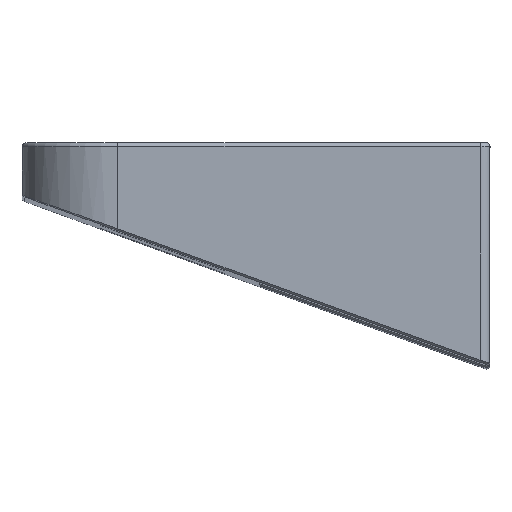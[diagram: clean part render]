
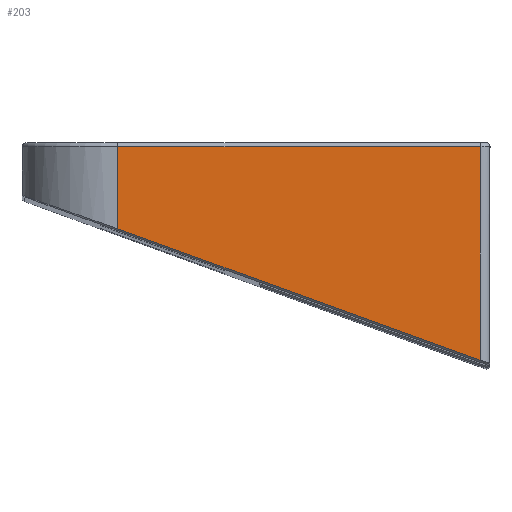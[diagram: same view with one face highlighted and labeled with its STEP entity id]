
A CAD part, top view. The second image highlights one B-rep face of the part: STEP entity #203.
In plain terms, the highlighted planar face has unit normal (0, 0, 1).
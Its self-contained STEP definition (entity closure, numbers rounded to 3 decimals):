
#203 = ADVANCED_FACE ( 'NONE', ( #3033 ), #3511, .T. ) ;
#258 = VERTEX_POINT ( 'NONE', #2306 ) ;
#303 = EDGE_CURVE ( 'NONE', #688, #2649, #3454, .T. ) ;
#470 = LINE ( 'NONE', #3737, #2188 ) ;
#596 = ORIENTED_EDGE ( 'NONE', *, *, #3359, .T. ) ;
#601 = DIRECTION ( 'NONE',  ( -1., 0., 0. ) ) ;
#688 = VERTEX_POINT ( 'NONE', #2554 ) ;
#718 = DIRECTION ( 'NONE',  ( 0., 0., 1. ) ) ;
#741 = CARTESIAN_POINT ( 'NONE',  ( 0., 0., 103.8 ) ) ;
#958 = CARTESIAN_POINT ( 'NONE',  ( -25.757, 21.417, 103.8 ) ) ;
#1001 = CARTESIAN_POINT ( 'NONE',  ( -6.838, 21.417, 103.8 ) ) ;
#1170 = ORIENTED_EDGE ( 'NONE', *, *, #2760, .T. ) ;
#1226 = LINE ( 'NONE', #2803, #1614 ) ;
#1320 = DIRECTION ( 'NONE',  ( 0., 1., 0. ) ) ;
#1428 = AXIS2_PLACEMENT_3D ( 'NONE', #741, #718, #2331 ) ;
#1597 = VECTOR ( 'NONE', #4646, 1000. ) ;
#1614 = VECTOR ( 'NONE', #2822, 1000. ) ;
#2188 = VECTOR ( 'NONE', #1320, 1000. ) ;
#2222 = VERTEX_POINT ( 'NONE', #1001 ) ;
#2264 = CARTESIAN_POINT ( 'NONE',  ( -25.757, 17.127, 103.8 ) ) ;
#2306 = CARTESIAN_POINT ( 'NONE',  ( -6.838, 10.259, 103.8 ) ) ;
#2331 = DIRECTION ( 'NONE',  ( 1., 0., 0. ) ) ;
#2554 = CARTESIAN_POINT ( 'NONE',  ( -25.757, 21.417, 103.8 ) ) ;
#2626 = VECTOR ( 'NONE', #601, 1000. ) ;
#2649 = VERTEX_POINT ( 'NONE', #2264 ) ;
#2760 = EDGE_CURVE ( 'NONE', #258, #2222, #470, .T. ) ;
#2803 = CARTESIAN_POINT ( 'NONE',  ( -6.806, 10.247, 103.8 ) ) ;
#2822 = DIRECTION ( 'NONE',  ( 0.94, -0.341, 0. ) ) ;
#3033 = FACE_OUTER_BOUND ( 'NONE', #3807, .T. ) ;
#3359 = EDGE_CURVE ( 'NONE', #2649, #258, #1226, .T. ) ;
#3454 = LINE ( 'NONE', #5040, #1597 ) ;
#3511 = PLANE ( 'NONE',  #1428 ) ;
#3737 = CARTESIAN_POINT ( 'NONE',  ( -6.838, 0., 103.8 ) ) ;
#3807 = EDGE_LOOP ( 'NONE', ( #1170, #4804, #4405, #596 ) ) ;
#4196 = LINE ( 'NONE', #958, #2626 ) ;
#4289 = EDGE_CURVE ( 'NONE', #2222, #688, #4196, .T. ) ;
#4405 = ORIENTED_EDGE ( 'NONE', *, *, #303, .T. ) ;
#4646 = DIRECTION ( 'NONE',  ( 0., -1., 0. ) ) ;
#4804 = ORIENTED_EDGE ( 'NONE', *, *, #4289, .T. ) ;
#5040 = CARTESIAN_POINT ( 'NONE',  ( -25.757, 18.843, 103.8 ) ) ;
